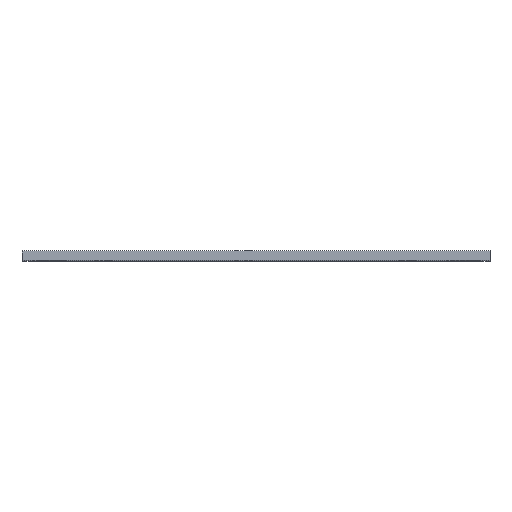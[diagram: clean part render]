
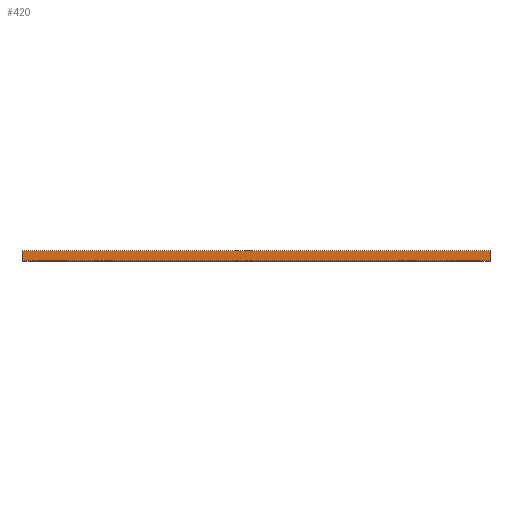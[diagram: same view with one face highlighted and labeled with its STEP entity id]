
A CAD part, top view. The second image highlights one B-rep face of the part: STEP entity #420.
In plain terms, the highlighted planar face has unit normal (0, 0, 1).
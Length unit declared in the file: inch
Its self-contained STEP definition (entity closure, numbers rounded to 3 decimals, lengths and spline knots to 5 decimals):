
#37 = EDGE_CURVE ( 'NONE', #944, #328, #488, .T. ) ;
#80 = FACE_OUTER_BOUND ( 'NONE', #741, .T. ) ;
#111 = VECTOR ( 'NONE', #1008, 39.37008 ) ;
#112 = LINE ( 'NONE', #1016, #111 ) ;
#133 = CARTESIAN_POINT ( 'NONE',  ( -2.875, -1.1885, 2.5 ) ) ;
#142 = PLANE ( 'NONE',  #345 ) ;
#148 = DIRECTION ( 'NONE',  ( 0., 0., -1. ) ) ;
#173 = DIRECTION ( 'NONE',  ( -1., 0., 0. ) ) ;
#226 = DIRECTION ( 'NONE',  ( 1., 0., 0. ) ) ;
#244 = CARTESIAN_POINT ( 'NONE',  ( -2.875, -1.251, 2.5 ) ) ;
#266 = VECTOR ( 'NONE', #695, 39.37008 ) ;
#277 = LINE ( 'NONE', #524, #266 ) ;
#291 = LINE ( 'NONE', #489, #538 ) ;
#328 = VERTEX_POINT ( 'NONE', #591 ) ;
#338 = CARTESIAN_POINT ( 'NONE',  ( -1.565, -1.1885, 2.5 ) ) ;
#345 = AXIS2_PLACEMENT_3D ( 'NONE', #244, #148, #173 ) ;
#384 = VERTEX_POINT ( 'NONE', #962 ) ;
#420 = ADVANCED_FACE ( 'NONE', ( #80 ), #142, .F. ) ;
#458 = ORIENTED_EDGE ( 'NONE', *, *, #1009, .F. ) ;
#481 = VECTOR ( 'NONE', #226, 39.37008 ) ;
#488 = LINE ( 'NONE', #133, #481 ) ;
#489 = CARTESIAN_POINT ( 'NONE',  ( 1.565, -0.302, 2.5 ) ) ;
#524 = CARTESIAN_POINT ( 'NONE',  ( -2.875, -1.251, 2.5 ) ) ;
#538 = VECTOR ( 'NONE', #1055, 39.37008 ) ;
#591 = CARTESIAN_POINT ( 'NONE',  ( 1.565, -1.1885, 2.5 ) ) ;
#612 = EDGE_CURVE ( 'NONE', #878, #944, #112, .T. ) ;
#665 = CARTESIAN_POINT ( 'NONE',  ( -1.565, -1.251, 2.5 ) ) ;
#695 = DIRECTION ( 'NONE',  ( 1., 0., 0. ) ) ;
#741 = EDGE_LOOP ( 'NONE', ( #812, #806, #790, #458 ) ) ;
#790 = ORIENTED_EDGE ( 'NONE', *, *, #852, .T. ) ;
#806 = ORIENTED_EDGE ( 'NONE', *, *, #612, .F. ) ;
#812 = ORIENTED_EDGE ( 'NONE', *, *, #37, .F. ) ;
#852 = EDGE_CURVE ( 'NONE', #878, #384, #277, .T. ) ;
#878 = VERTEX_POINT ( 'NONE', #665 ) ;
#944 = VERTEX_POINT ( 'NONE', #338 ) ;
#962 = CARTESIAN_POINT ( 'NONE',  ( 1.565, -1.251, 2.5 ) ) ;
#1008 = DIRECTION ( 'NONE',  ( 0., 1., 0. ) ) ;
#1009 = EDGE_CURVE ( 'NONE', #328, #384, #291, .T. ) ;
#1016 = CARTESIAN_POINT ( 'NONE',  ( -1.565, -0.302, 2.5 ) ) ;
#1055 = DIRECTION ( 'NONE',  ( 0., -1., 0. ) ) ;
